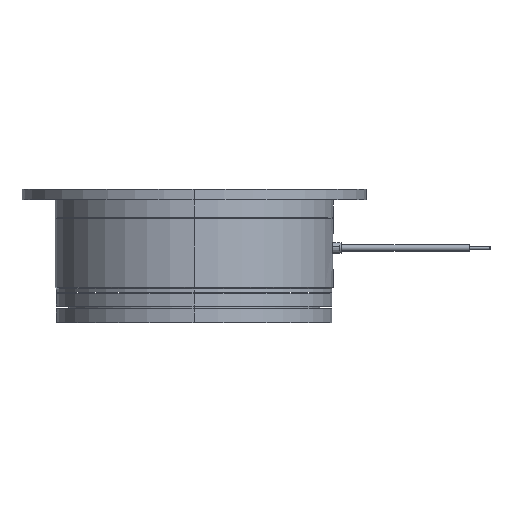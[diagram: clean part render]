
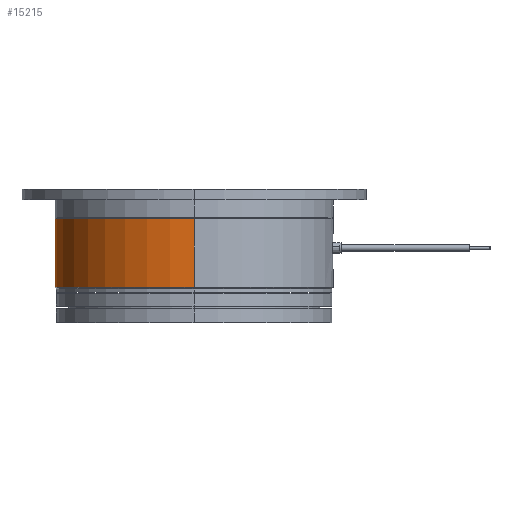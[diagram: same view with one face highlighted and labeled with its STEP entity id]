
A CAD part, left-side view. The second image highlights one B-rep face of the part: STEP entity #15215.
In plain terms, the highlighted cylindrical face has radius 40.4 mm (diameter 80.8 mm), a partial arc.
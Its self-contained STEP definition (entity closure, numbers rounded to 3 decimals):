
#1289 = DIRECTION ( 'NONE',  ( 0., 0., 1. ) ) ;
#3302 = CARTESIAN_POINT ( 'NONE',  ( 0., 0., -28.5 ) ) ;
#4650 = CARTESIAN_POINT ( 'NONE',  ( -40.4, 0., -8.5 ) ) ;
#4663 = VERTEX_POINT ( 'NONE', #14123 ) ;
#6168 = LINE ( 'NONE', #22357, #15015 ) ;
#6679 = VERTEX_POINT ( 'NONE', #11529 ) ;
#8320 = AXIS2_PLACEMENT_3D ( 'NONE', #15572, #21592, #23698 ) ;
#8993 = EDGE_CURVE ( 'NONE', #6679, #4663, #6168, .T. ) ;
#9238 = ORIENTED_EDGE ( 'NONE', *, *, #9915, .T. ) ;
#9555 = DIRECTION ( 'NONE',  ( 0., 0., 1. ) ) ;
#9915 = EDGE_CURVE ( 'NONE', #6679, #18212, #23423, .T. ) ;
#11529 = CARTESIAN_POINT ( 'NONE',  ( 40.4, 0., -28.5 ) ) ;
#11884 = DIRECTION ( 'NONE',  ( 0., 0., 1. ) ) ;
#12009 = EDGE_LOOP ( 'NONE', ( #9238, #14316, #13590, #12865 ) ) ;
#12121 = AXIS2_PLACEMENT_3D ( 'NONE', #3302, #19395, #15076 ) ;
#12865 = ORIENTED_EDGE ( 'NONE', *, *, #8993, .F. ) ;
#13590 = ORIENTED_EDGE ( 'NONE', *, *, #20170, .F. ) ;
#14123 = CARTESIAN_POINT ( 'NONE',  ( 40.4, 0., -8.5 ) ) ;
#14185 = VECTOR ( 'NONE', #1289, 1000. ) ;
#14316 = ORIENTED_EDGE ( 'NONE', *, *, #19557, .T. ) ;
#15015 = VECTOR ( 'NONE', #11884, 1000. ) ;
#15076 = DIRECTION ( 'NONE',  ( 1., 0., 0. ) ) ;
#15215 = ADVANCED_FACE ( 'NONE', ( #21496 ), #19406, .T. ) ;
#15572 = CARTESIAN_POINT ( 'NONE',  ( 0., 0., -8.5 ) ) ;
#15935 = VERTEX_POINT ( 'NONE', #4650 ) ;
#15983 = DIRECTION ( 'NONE',  ( 1., 0., 0. ) ) ;
#17151 = CIRCLE ( 'NONE', #8320, 40.4 ) ;
#18212 = VERTEX_POINT ( 'NONE', #23956 ) ;
#19168 = AXIS2_PLACEMENT_3D ( 'NONE', #20061, #9555, #15983 ) ;
#19363 = CARTESIAN_POINT ( 'NONE',  ( -40.4, 0., -6.399 ) ) ;
#19395 = DIRECTION ( 'NONE',  ( 0., 0., 1. ) ) ;
#19406 = CYLINDRICAL_SURFACE ( 'NONE', #19168, 40.4 ) ;
#19557 = EDGE_CURVE ( 'NONE', #18212, #15935, #21328, .T. ) ;
#20061 = CARTESIAN_POINT ( 'NONE',  ( 0., 0., -6.399 ) ) ;
#20170 = EDGE_CURVE ( 'NONE', #4663, #15935, #17151, .T. ) ;
#21328 = LINE ( 'NONE', #19363, #14185 ) ;
#21496 = FACE_OUTER_BOUND ( 'NONE', #12009, .T. ) ;
#21592 = DIRECTION ( 'NONE',  ( 0., 0., 1. ) ) ;
#22357 = CARTESIAN_POINT ( 'NONE',  ( 40.4, 0., -6.399 ) ) ;
#23423 = CIRCLE ( 'NONE', #12121, 40.4 ) ;
#23698 = DIRECTION ( 'NONE',  ( 1., 0., 0. ) ) ;
#23956 = CARTESIAN_POINT ( 'NONE',  ( -40.4, 0., -28.5 ) ) ;
